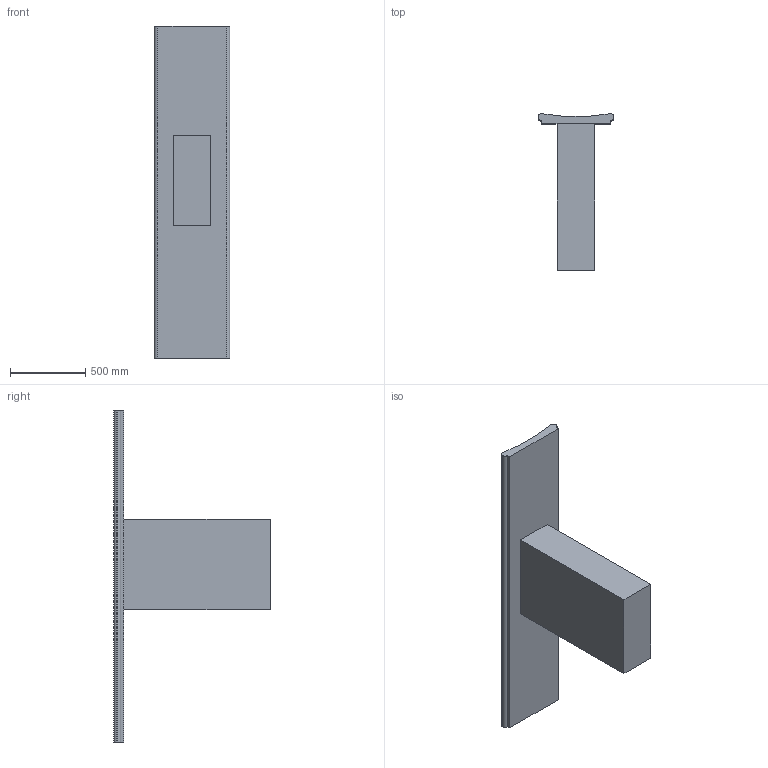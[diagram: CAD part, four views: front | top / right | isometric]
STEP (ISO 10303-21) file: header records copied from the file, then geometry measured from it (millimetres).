
FILE_DESCRIPTION(/* description */ (''),/* implementation_level */ '2;1');
FILE_NAME(/* name */ 'Patient_table.stp',/* time_stamp */ '2025-04-15T00:26:37+05:30',/* author */ ('aksha'),/* organization */ (''),/* preprocessor_version */ 'ST-DEVELOPER v20.1',/* originating_system */ 'Autodesk Inventor 2026',/* authorisation */ '');
FILE_SCHEMA (('AUTOMOTIVE_DESIGN { 1 0 10303 214 3 1 1 }'));
Length unit declared in the file: centimetre
Products named in the file (1): Patient_table
Bounding box: 500 x 1035.94 x 2200 mm (x, y, z)
Volume: 201867887.1 mm3; surface area: 4120005.5 mm2
Topology: 1 solids, 1 shells, 18 faces, 45 edges, 31 vertices
Faces by surface type: plane 13, cylinder 5
Entity records: 593 total; most frequent: CARTESIAN_POINT 95, DIRECTION 93, ORIENTED_EDGE 90, EDGE_CURVE 45, LINE 35, VECTOR 35, VERTEX_POINT 30, AXIS2_PLACEMENT_3D 29
